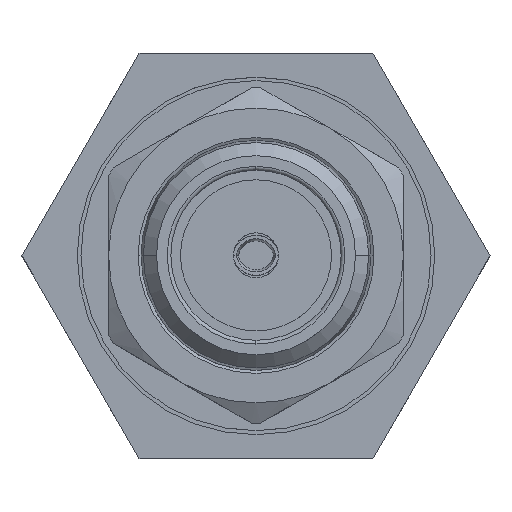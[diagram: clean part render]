
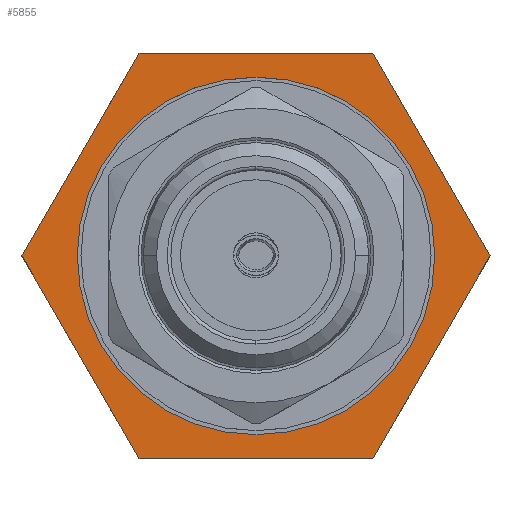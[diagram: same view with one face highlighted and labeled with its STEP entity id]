
A CAD part, top view. The second image highlights one B-rep face of the part: STEP entity #5855.
In plain terms, the highlighted planar face has unit normal (0, 0, 1).
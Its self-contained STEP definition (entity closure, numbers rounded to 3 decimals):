
#207 = LINE ( 'NONE', #1716, #5036 ) ;
#262 = CIRCLE ( 'NONE', #7027, 4.85 ) ;
#416 = EDGE_LOOP ( 'NONE', ( #6328, #2702 ) ) ;
#586 = CARTESIAN_POINT ( 'NONE',  ( 0., 0., -11. ) ) ;
#771 = DIRECTION ( 'NONE',  ( -0.5, 0.866, 0. ) ) ;
#801 = CARTESIAN_POINT ( 'NONE',  ( 6.35, 0., -11. ) ) ;
#820 = LINE ( 'NONE', #7487, #2525 ) ;
#908 = EDGE_CURVE ( 'NONE', #7399, #1003, #3794, .T. ) ;
#1003 = VERTEX_POINT ( 'NONE', #5564 ) ;
#1163 = ORIENTED_EDGE ( 'NONE', *, *, #1657, .T. ) ;
#1249 = DIRECTION ( 'NONE',  ( 1., 0., 0. ) ) ;
#1391 = CARTESIAN_POINT ( 'NONE',  ( 3.175, -5.499, -11. ) ) ;
#1400 = AXIS2_PLACEMENT_3D ( 'NONE', #6787, #6673, #6845 ) ;
#1657 = EDGE_CURVE ( 'NONE', #7578, #7680, #4082, .T. ) ;
#1672 = ORIENTED_EDGE ( 'NONE', *, *, #7372, .T. ) ;
#1682 = FACE_OUTER_BOUND ( 'NONE', #8113, .T. ) ;
#1716 = CARTESIAN_POINT ( 'NONE',  ( 3.175, -5.499, -11. ) ) ;
#2194 = VECTOR ( 'NONE', #4346, 1000. ) ;
#2196 = EDGE_CURVE ( 'NONE', #2286, #5124, #207, .T. ) ;
#2286 = VERTEX_POINT ( 'NONE', #1391 ) ;
#2403 = CARTESIAN_POINT ( 'NONE',  ( -3.175, -5.499, -11. ) ) ;
#2525 = VECTOR ( 'NONE', #6193, 1000. ) ;
#2702 = ORIENTED_EDGE ( 'NONE', *, *, #908, .F. ) ;
#2773 = CARTESIAN_POINT ( 'NONE',  ( -3.175, -5.499, -11. ) ) ;
#2818 = VECTOR ( 'NONE', #771, 1000. ) ;
#2989 = EDGE_CURVE ( 'NONE', #7761, #2286, #5102, .T. ) ;
#3022 = ORIENTED_EDGE ( 'NONE', *, *, #5489, .T. ) ;
#3198 = DIRECTION ( 'NONE',  ( 0., 0., -1. ) ) ;
#3409 = ORIENTED_EDGE ( 'NONE', *, *, #2196, .T. ) ;
#3692 = CARTESIAN_POINT ( 'NONE',  ( 3.175, 5.499, -11. ) ) ;
#3794 = CIRCLE ( 'NONE', #1400, 4.85 ) ;
#3983 = DIRECTION ( 'NONE',  ( 1., 0., 0. ) ) ;
#4082 = LINE ( 'NONE', #4394, #2194 ) ;
#4346 = DIRECTION ( 'NONE',  ( -0.5, -0.866, 0. ) ) ;
#4394 = CARTESIAN_POINT ( 'NONE',  ( -3.175, 5.499, -11. ) ) ;
#4664 = DIRECTION ( 'NONE',  ( 0.5, -0.866, 0. ) ) ;
#4910 = VECTOR ( 'NONE', #3983, 1000. ) ;
#4936 = EDGE_CURVE ( 'NONE', #7680, #7761, #6877, .T. ) ;
#4974 = VECTOR ( 'NONE', #4664, 1000. ) ;
#5015 = DIRECTION ( 'NONE',  ( 0., 0., 1. ) ) ;
#5036 = VECTOR ( 'NONE', #6295, 1000. ) ;
#5102 = LINE ( 'NONE', #2403, #4910 ) ;
#5124 = VERTEX_POINT ( 'NONE', #8034 ) ;
#5291 = CARTESIAN_POINT ( 'NONE',  ( -6.35, 0., -11. ) ) ;
#5489 = EDGE_CURVE ( 'NONE', #5124, #6800, #7644, .T. ) ;
#5564 = CARTESIAN_POINT ( 'NONE',  ( 4.85, 0., -11. ) ) ;
#5733 = CARTESIAN_POINT ( 'NONE',  ( -3.175, 5.499, -11. ) ) ;
#5855 = ADVANCED_FACE ( 'NONE', ( #6753, #1682 ), #6332, .F. ) ;
#6193 = DIRECTION ( 'NONE',  ( -1., 0., 0. ) ) ;
#6245 = CARTESIAN_POINT ( 'NONE',  ( -4.85, 0., -11. ) ) ;
#6295 = DIRECTION ( 'NONE',  ( 0.5, 0.866, 0. ) ) ;
#6328 = ORIENTED_EDGE ( 'NONE', *, *, #6956, .F. ) ;
#6332 = PLANE ( 'NONE',  #7684 ) ;
#6673 = DIRECTION ( 'NONE',  ( 0., 0., 1. ) ) ;
#6753 = FACE_BOUND ( 'NONE', #416, .T. ) ;
#6787 = CARTESIAN_POINT ( 'NONE',  ( 0., 0., -11. ) ) ;
#6800 = VERTEX_POINT ( 'NONE', #3692 ) ;
#6845 = DIRECTION ( 'NONE',  ( 1., 0., 0. ) ) ;
#6877 = LINE ( 'NONE', #5291, #4974 ) ;
#6954 = ORIENTED_EDGE ( 'NONE', *, *, #2989, .T. ) ;
#6956 = EDGE_CURVE ( 'NONE', #1003, #7399, #262, .T. ) ;
#6991 = CARTESIAN_POINT ( 'NONE',  ( 0., 3.55, -11. ) ) ;
#7027 = AXIS2_PLACEMENT_3D ( 'NONE', #586, #5015, #1249 ) ;
#7251 = ORIENTED_EDGE ( 'NONE', *, *, #4936, .T. ) ;
#7372 = EDGE_CURVE ( 'NONE', #6800, #7578, #820, .T. ) ;
#7399 = VERTEX_POINT ( 'NONE', #6245 ) ;
#7487 = CARTESIAN_POINT ( 'NONE',  ( 3.175, 5.499, -11. ) ) ;
#7578 = VERTEX_POINT ( 'NONE', #5733 ) ;
#7622 = DIRECTION ( 'NONE',  ( -1., 0., 0. ) ) ;
#7644 = LINE ( 'NONE', #801, #2818 ) ;
#7680 = VERTEX_POINT ( 'NONE', #7711 ) ;
#7684 = AXIS2_PLACEMENT_3D ( 'NONE', #6991, #3198, #7622 ) ;
#7711 = CARTESIAN_POINT ( 'NONE',  ( -6.35, 0., -11. ) ) ;
#7761 = VERTEX_POINT ( 'NONE', #2773 ) ;
#8034 = CARTESIAN_POINT ( 'NONE',  ( 6.35, 0., -11. ) ) ;
#8113 = EDGE_LOOP ( 'NONE', ( #6954, #3409, #3022, #1672, #1163, #7251 ) ) ;
